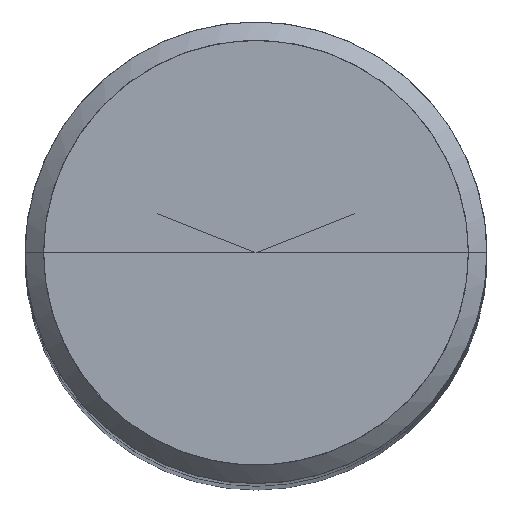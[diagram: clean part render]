
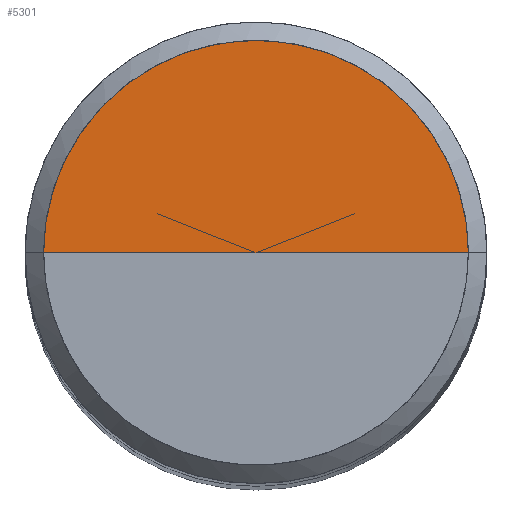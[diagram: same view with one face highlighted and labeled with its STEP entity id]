
A CAD part, top view. The second image highlights one B-rep face of the part: STEP entity #5301.
In plain terms, the highlighted free-form (B-spline) face has degree [1, 2] with [2, 5] control points.
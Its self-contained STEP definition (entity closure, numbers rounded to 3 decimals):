
#5080=CARTESIAN_POINT('',(11.5,0.0,75.0));
#5081=CARTESIAN_POINT('',(11.5,11.5,75.0));
#5082=CARTESIAN_POINT('',(0.0,11.5,75.0));
#5083=CARTESIAN_POINT('',(-11.5,11.5,75.0));
#5084=CARTESIAN_POINT('',(-11.5,0.0,75.0));
#5085=CARTESIAN_POINT('',(0.0,0.0,75.0));
#5286=(
BOUNDED_SURFACE()
B_SPLINE_SURFACE(1,2,(
(#5080,#5081,#5082,#5083,#5084),
(#5085,#5085,#5085,#5085,#5085)
), .UNSPECIFIED.,.F.,.F.,.F.)
B_SPLINE_SURFACE_WITH_KNOTS((2,2),(3,2,3),(
0.0,1.0),(
0.0,0.5,1.0), .UNSPECIFIED.)
GEOMETRIC_REPRESENTATION_ITEM()
RATIONAL_B_SPLINE_SURFACE(((1.0,0.707,1.0,0.707,1.0),
(1.0,0.707,1.0,0.707,1.0)
))
REPRESENTATION_ITEM('')
SURFACE()
);
#5287=(
BOUNDED_CURVE()
B_SPLINE_CURVE(2,(#5084,#5083,#5082,#5081,#5080),.UNSPECIFIED.,.F.,.F.)
B_SPLINE_CURVE_WITH_KNOTS((3,2,3),
(0.0,0.5,1.0),.UNSPECIFIED.)
CURVE()
GEOMETRIC_REPRESENTATION_ITEM()
RATIONAL_B_SPLINE_CURVE((1.0,0.707,1.0,0.707,1.0))
REPRESENTATION_ITEM('')
);
#5288=(
BOUNDED_CURVE()
B_SPLINE_CURVE(1,(#5080,#5085),.UNSPECIFIED.,.F.,.F.)
B_SPLINE_CURVE_WITH_KNOTS((2,2),
(0.0,1.0),.UNSPECIFIED.)
CURVE()
GEOMETRIC_REPRESENTATION_ITEM()
RATIONAL_B_SPLINE_CURVE((1.0,1.0))
REPRESENTATION_ITEM('')
);
#5289=(
BOUNDED_CURVE()
B_SPLINE_CURVE(1,(#5085,#5084),.UNSPECIFIED.,.F.,.F.)
B_SPLINE_CURVE_WITH_KNOTS((2,2),
(0.0,1.0),.UNSPECIFIED.)
CURVE()
GEOMETRIC_REPRESENTATION_ITEM()
RATIONAL_B_SPLINE_CURVE((1.0,1.0))
REPRESENTATION_ITEM('')
);
#5290=VERTEX_POINT('',#5080);
#5291=VERTEX_POINT('',#5084);
#5292=VERTEX_POINT('',#5085);
#5293=EDGE_CURVE('',#5291,#5290,#5287,.T.);
#5294=EDGE_CURVE('',#5290,#5292,#5288,.T.);
#5295=EDGE_CURVE('',#5292,#5291,#5289,.T.);
#5296=ORIENTED_EDGE('',*,*,#5293,.T.);
#5297=ORIENTED_EDGE('',*,*,#5294,.T.);
#5298=ORIENTED_EDGE('',*,*,#5295,.T.);
#5299=EDGE_LOOP('',(#5296,#5297,#5298));
#5300=FACE_OUTER_BOUND('',#5299,.T.);
#5301=ADVANCED_FACE('',(#5300),#5286,.T.);
